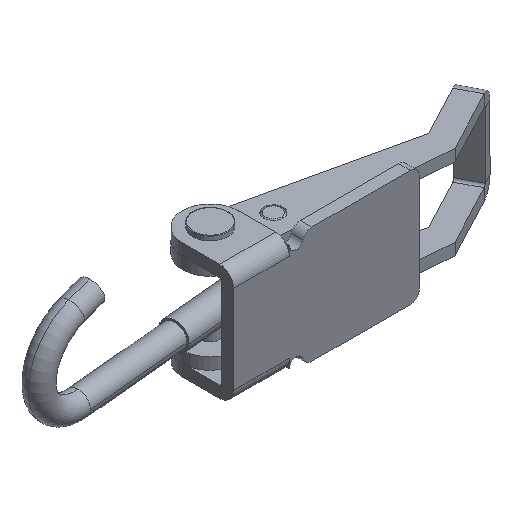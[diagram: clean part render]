
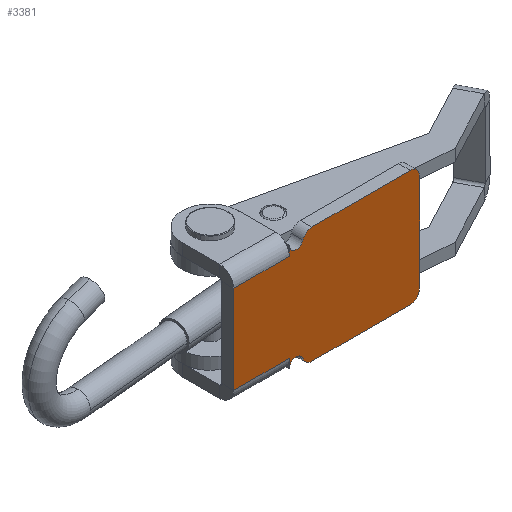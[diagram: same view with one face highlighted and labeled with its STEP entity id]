
A CAD part, isometric view. The second image highlights one B-rep face of the part: STEP entity #3381.
In plain terms, the highlighted planar face has unit normal (0, -1, 0).
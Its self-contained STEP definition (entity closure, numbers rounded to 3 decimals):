
#25 = CIRCLE ( 'NONE', #1984, 2. ) ;
#37 = VERTEX_POINT ( 'NONE', #2420 ) ;
#86 = VERTEX_POINT ( 'NONE', #1567 ) ;
#89 = VECTOR ( 'NONE', #2611, 1000. ) ;
#105 = LINE ( 'NONE', #696, #1252 ) ;
#146 = ORIENTED_EDGE ( 'NONE', *, *, #3116, .F. ) ;
#153 = DIRECTION ( 'NONE',  ( 1., 0., 0. ) ) ;
#164 = LINE ( 'NONE', #2060, #89 ) ;
#231 = ORIENTED_EDGE ( 'NONE', *, *, #836, .F. ) ;
#293 = VECTOR ( 'NONE', #1821, 1000. ) ;
#343 = DIRECTION ( 'NONE',  ( 0., 0., 1. ) ) ;
#364 = CIRCLE ( 'NONE', #2211, 2. ) ;
#383 = ORIENTED_EDGE ( 'NONE', *, *, #2193, .F. ) ;
#429 = VERTEX_POINT ( 'NONE', #3567 ) ;
#498 = EDGE_CURVE ( 'NONE', #2450, #1928, #164, .T. ) ;
#531 = CARTESIAN_POINT ( 'NONE',  ( 38., -2.5, -2. ) ) ;
#556 = DIRECTION ( 'NONE',  ( 0., 0., 1. ) ) ;
#586 = CARTESIAN_POINT ( 'NONE',  ( 13.5, -2.5, -1. ) ) ;
#593 = DIRECTION ( 'NONE',  ( 0., -1., 0. ) ) ;
#609 = DIRECTION ( 'NONE',  ( 0., 0., 1. ) ) ;
#654 = CARTESIAN_POINT ( 'NONE',  ( 0., -2.5, -3. ) ) ;
#677 = LINE ( 'NONE', #3421, #1088 ) ;
#696 = CARTESIAN_POINT ( 'NONE',  ( 0., -2.5, -3. ) ) ;
#751 = CARTESIAN_POINT ( 'NONE',  ( 16.854, -2.5, 0. ) ) ;
#836 = EDGE_CURVE ( 'NONE', #1668, #86, #677, .T. ) ;
#846 = VERTEX_POINT ( 'NONE', #1972 ) ;
#873 = ORIENTED_EDGE ( 'NONE', *, *, #3445, .F. ) ;
#1035 = DIRECTION ( 'NONE',  ( 0., -1., 0. ) ) ;
#1061 = CARTESIAN_POINT ( 'NONE',  ( 40., -2.5, -2. ) ) ;
#1065 = AXIS2_PLACEMENT_3D ( 'NONE', #586, #593, #609 ) ;
#1079 = EDGE_CURVE ( 'NONE', #846, #37, #25, .T. ) ;
#1088 = VECTOR ( 'NONE', #1473, 1000. ) ;
#1131 = AXIS2_PLACEMENT_3D ( 'NONE', #1239, #1035, #1208 ) ;
#1140 = EDGE_CURVE ( 'NONE', #2818, #2085, #2587, .T. ) ;
#1153 = ORIENTED_EDGE ( 'NONE', *, *, #2486, .F. ) ;
#1208 = DIRECTION ( 'NONE',  ( 0., 0., 1. ) ) ;
#1233 = EDGE_LOOP ( 'NONE', ( #2164, #383, #3359, #3474, #3351, #873, #1153, #1935, #2384, #2419, #1838, #231, #1887, #146, #1420 ) ) ;
#1236 = DIRECTION ( 'NONE',  ( 0., 0., 1. ) ) ;
#1239 = CARTESIAN_POINT ( 'NONE',  ( 13.5, -2.5, -24. ) ) ;
#1241 = EDGE_CURVE ( 'NONE', #429, #1607, #2522, .T. ) ;
#1252 = VECTOR ( 'NONE', #153, 1000. ) ;
#1266 = CARTESIAN_POINT ( 'NONE',  ( 13.5, -2.5, -24. ) ) ;
#1277 = VERTEX_POINT ( 'NONE', #1327 ) ;
#1316 = VERTEX_POINT ( 'NONE', #3121 ) ;
#1327 = CARTESIAN_POINT ( 'NONE',  ( 14.937, -2.5, -1.429 ) ) ;
#1420 = ORIENTED_EDGE ( 'NONE', *, *, #1241, .F. ) ;
#1473 = DIRECTION ( 'NONE',  ( -1., 0., 0. ) ) ;
#1519 = DIRECTION ( 'NONE',  ( 0., 1., 0. ) ) ;
#1567 = CARTESIAN_POINT ( 'NONE',  ( 0., -2.5, -22. ) ) ;
#1597 = CARTESIAN_POINT ( 'NONE',  ( 12., -2.5, -22. ) ) ;
#1607 = VERTEX_POINT ( 'NONE', #2647 ) ;
#1645 = VECTOR ( 'NONE', #3103, 1000. ) ;
#1648 = DIRECTION ( 'NONE',  ( 0., 0., 1. ) ) ;
#1668 = VERTEX_POINT ( 'NONE', #2554 ) ;
#1717 = CARTESIAN_POINT ( 'NONE',  ( 16.854, -2.5, -25. ) ) ;
#1821 = DIRECTION ( 'NONE',  ( -1., 0., 0. ) ) ;
#1838 = ORIENTED_EDGE ( 'NONE', *, *, #2037, .F. ) ;
#1869 = EDGE_CURVE ( 'NONE', #2245, #1668, #3531, .T. ) ;
#1887 = ORIENTED_EDGE ( 'NONE', *, *, #1869, .F. ) ;
#1928 = VERTEX_POINT ( 'NONE', #2309 ) ;
#1935 = ORIENTED_EDGE ( 'NONE', *, *, #2008, .F. ) ;
#1936 = VECTOR ( 'NONE', #556, 1000. ) ;
#1961 = AXIS2_PLACEMENT_3D ( 'NONE', #1266, #3564, #1648 ) ;
#1972 = CARTESIAN_POINT ( 'NONE',  ( 40., -2.5, -23. ) ) ;
#1984 = AXIS2_PLACEMENT_3D ( 'NONE', #2469, #2601, #2421 ) ;
#2008 = EDGE_CURVE ( 'NONE', #1928, #1277, #3299, .T. ) ;
#2014 = FACE_OUTER_BOUND ( 'NONE', #1233, .T. ) ;
#2030 = CARTESIAN_POINT ( 'NONE',  ( 0., -2.5, -3. ) ) ;
#2037 = EDGE_CURVE ( 'NONE', #86, #2271, #2265, .T. ) ;
#2053 = LINE ( 'NONE', #3424, #2232 ) ;
#2060 = CARTESIAN_POINT ( 'NONE',  ( 12., -2.5, -3. ) ) ;
#2067 = AXIS2_PLACEMENT_3D ( 'NONE', #3237, #2261, #2904 ) ;
#2085 = VERTEX_POINT ( 'NONE', #1061 ) ;
#2116 = CARTESIAN_POINT ( 'NONE',  ( 12., -2.5, -24. ) ) ;
#2164 = ORIENTED_EDGE ( 'NONE', *, *, #2878, .F. ) ;
#2167 = AXIS2_PLACEMENT_3D ( 'NONE', #531, #1519, #343 ) ;
#2193 = EDGE_CURVE ( 'NONE', #37, #1316, #3014, .T. ) ;
#2211 = AXIS2_PLACEMENT_3D ( 'NONE', #3655, #2334, #1236 ) ;
#2232 = VECTOR ( 'NONE', #3007, 1000. ) ;
#2245 = VERTEX_POINT ( 'NONE', #2116 ) ;
#2261 = DIRECTION ( 'NONE',  ( 0., 1., 0. ) ) ;
#2265 = LINE ( 'NONE', #654, #1936 ) ;
#2271 = VERTEX_POINT ( 'NONE', #2030 ) ;
#2309 = CARTESIAN_POINT ( 'NONE',  ( 12., -2.5, -1. ) ) ;
#2333 = DIRECTION ( 'NONE',  ( 0., 0., 1. ) ) ;
#2334 = DIRECTION ( 'NONE',  ( 0., 1., 0. ) ) ;
#2375 = EDGE_CURVE ( 'NONE', #2085, #846, #2053, .T. ) ;
#2384 = ORIENTED_EDGE ( 'NONE', *, *, #498, .F. ) ;
#2419 = ORIENTED_EDGE ( 'NONE', *, *, #3198, .F. ) ;
#2420 = CARTESIAN_POINT ( 'NONE',  ( 38., -2.5, -25. ) ) ;
#2421 = DIRECTION ( 'NONE',  ( 0., 0., -1. ) ) ;
#2450 = VERTEX_POINT ( 'NONE', #3019 ) ;
#2469 = CARTESIAN_POINT ( 'NONE',  ( 38., -2.5, -23. ) ) ;
#2486 = EDGE_CURVE ( 'NONE', #1277, #3226, #3666, .T. ) ;
#2522 = CIRCLE ( 'NONE', #1131, 1.5 ) ;
#2554 = CARTESIAN_POINT ( 'NONE',  ( 12., -2.5, -22. ) ) ;
#2587 = CIRCLE ( 'NONE', #2167, 2. ) ;
#2601 = DIRECTION ( 'NONE',  ( 0., 1., 0. ) ) ;
#2611 = DIRECTION ( 'NONE',  ( 0., 0., 1. ) ) ;
#2647 = CARTESIAN_POINT ( 'NONE',  ( 13.5, -2.5, -22.5 ) ) ;
#2656 = CARTESIAN_POINT ( 'NONE',  ( 16.854, -2.5, 0. ) ) ;
#2818 = VERTEX_POINT ( 'NONE', #2856 ) ;
#2856 = CARTESIAN_POINT ( 'NONE',  ( 38., -2.5, 0. ) ) ;
#2878 = EDGE_CURVE ( 'NONE', #1316, #429, #364, .T. ) ;
#2904 = DIRECTION ( 'NONE',  ( 0., 0., 1. ) ) ;
#3007 = DIRECTION ( 'NONE',  ( 0., 0., -1. ) ) ;
#3014 = LINE ( 'NONE', #1717, #293 ) ;
#3019 = CARTESIAN_POINT ( 'NONE',  ( 12., -2.5, -3. ) ) ;
#3031 = CIRCLE ( 'NONE', #1961, 1.5 ) ;
#3044 = AXIS2_PLACEMENT_3D ( 'NONE', #3657, #3670, #3475 ) ;
#3060 = LINE ( 'NONE', #2656, #1645 ) ;
#3103 = DIRECTION ( 'NONE',  ( 1., 0., 0. ) ) ;
#3116 = EDGE_CURVE ( 'NONE', #1607, #2245, #3031, .T. ) ;
#3121 = CARTESIAN_POINT ( 'NONE',  ( 16.854, -2.5, -25. ) ) ;
#3198 = EDGE_CURVE ( 'NONE', #2271, #2450, #105, .T. ) ;
#3226 = VERTEX_POINT ( 'NONE', #751 ) ;
#3237 = CARTESIAN_POINT ( 'NONE',  ( 16.854, -2.5, -23. ) ) ;
#3299 = CIRCLE ( 'NONE', #1065, 1.5 ) ;
#3351 = ORIENTED_EDGE ( 'NONE', *, *, #1140, .F. ) ;
#3359 = ORIENTED_EDGE ( 'NONE', *, *, #1079, .F. ) ;
#3381 = ADVANCED_FACE ( 'NONE', ( #2014 ), #3468, .F. ) ;
#3421 = CARTESIAN_POINT ( 'NONE',  ( 0., -2.5, -22. ) ) ;
#3424 = CARTESIAN_POINT ( 'NONE',  ( 40., -2.5, -2. ) ) ;
#3445 = EDGE_CURVE ( 'NONE', #3226, #2818, #3060, .T. ) ;
#3446 = VECTOR ( 'NONE', #2333, 1000. ) ;
#3468 = PLANE ( 'NONE',  #2067 ) ;
#3474 = ORIENTED_EDGE ( 'NONE', *, *, #2375, .F. ) ;
#3475 = DIRECTION ( 'NONE',  ( 0., 0., 1. ) ) ;
#3531 = LINE ( 'NONE', #1597, #3446 ) ;
#3564 = DIRECTION ( 'NONE',  ( 0., -1., 0. ) ) ;
#3567 = CARTESIAN_POINT ( 'NONE',  ( 14.937, -2.5, -23.571 ) ) ;
#3655 = CARTESIAN_POINT ( 'NONE',  ( 16.854, -2.5, -23. ) ) ;
#3657 = CARTESIAN_POINT ( 'NONE',  ( 16.854, -2.5, -2. ) ) ;
#3666 = CIRCLE ( 'NONE', #3044, 2. ) ;
#3670 = DIRECTION ( 'NONE',  ( 0., 1., 0. ) ) ;
